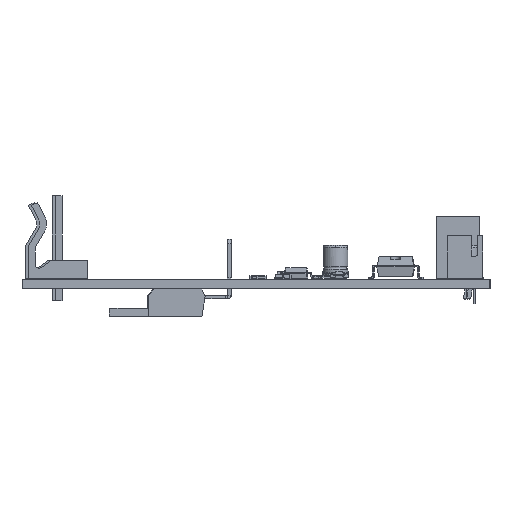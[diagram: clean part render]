
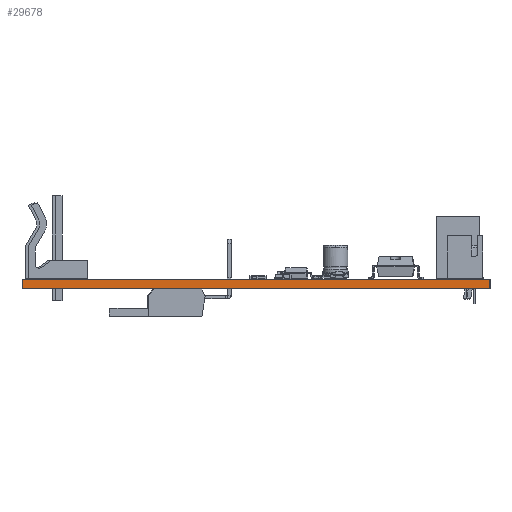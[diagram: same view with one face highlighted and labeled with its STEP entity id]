
A CAD part, left-side view. The second image highlights one B-rep face of the part: STEP entity #29678.
In plain terms, the highlighted planar face has unit normal (-1, 0, 0).
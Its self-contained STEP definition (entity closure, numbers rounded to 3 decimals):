
#29622 = VERTEX_POINT('',#29623);
#29623 = CARTESIAN_POINT('',(88.621,-130.429,1.51));
#29629 = EDGE_CURVE('',#29630,#29622,#29632,.T.);
#29630 = VERTEX_POINT('',#29631);
#29631 = CARTESIAN_POINT('',(88.621,-130.429,0.));
#29632 = LINE('',#29633,#29634);
#29633 = CARTESIAN_POINT('',(88.621,-130.429,0.));
#29634 = VECTOR('',#29635,1.);
#29635 = DIRECTION('',(0.,0.,1.));
#29678 = ADVANCED_FACE('',(#29679),#29704,.T.);
#29679 = FACE_BOUND('',#29680,.T.);
#29680 = EDGE_LOOP('',(#29681,#29682,#29690,#29698));
#29681 = ORIENTED_EDGE('',*,*,#29629,.T.);
#29682 = ORIENTED_EDGE('',*,*,#29683,.T.);
#29683 = EDGE_CURVE('',#29622,#29684,#29686,.T.);
#29684 = VERTEX_POINT('',#29685);
#29685 = CARTESIAN_POINT('',(88.621,-54.229,1.51));
#29686 = LINE('',#29687,#29688);
#29687 = CARTESIAN_POINT('',(88.621,-130.429,1.51));
#29688 = VECTOR('',#29689,1.);
#29689 = DIRECTION('',(0.,1.,0.));
#29690 = ORIENTED_EDGE('',*,*,#29691,.F.);
#29691 = EDGE_CURVE('',#29692,#29684,#29694,.T.);
#29692 = VERTEX_POINT('',#29693);
#29693 = CARTESIAN_POINT('',(88.621,-54.229,0.));
#29694 = LINE('',#29695,#29696);
#29695 = CARTESIAN_POINT('',(88.621,-54.229,0.));
#29696 = VECTOR('',#29697,1.);
#29697 = DIRECTION('',(0.,0.,1.));
#29698 = ORIENTED_EDGE('',*,*,#29699,.F.);
#29699 = EDGE_CURVE('',#29630,#29692,#29700,.T.);
#29700 = LINE('',#29701,#29702);
#29701 = CARTESIAN_POINT('',(88.621,-130.429,0.));
#29702 = VECTOR('',#29703,1.);
#29703 = DIRECTION('',(0.,1.,0.));
#29704 = PLANE('',#29705);
#29705 = AXIS2_PLACEMENT_3D('',#29706,#29707,#29708);
#29706 = CARTESIAN_POINT('',(88.621,-130.429,0.));
#29707 = DIRECTION('',(-1.,0.,0.));
#29708 = DIRECTION('',(0.,1.,0.));
